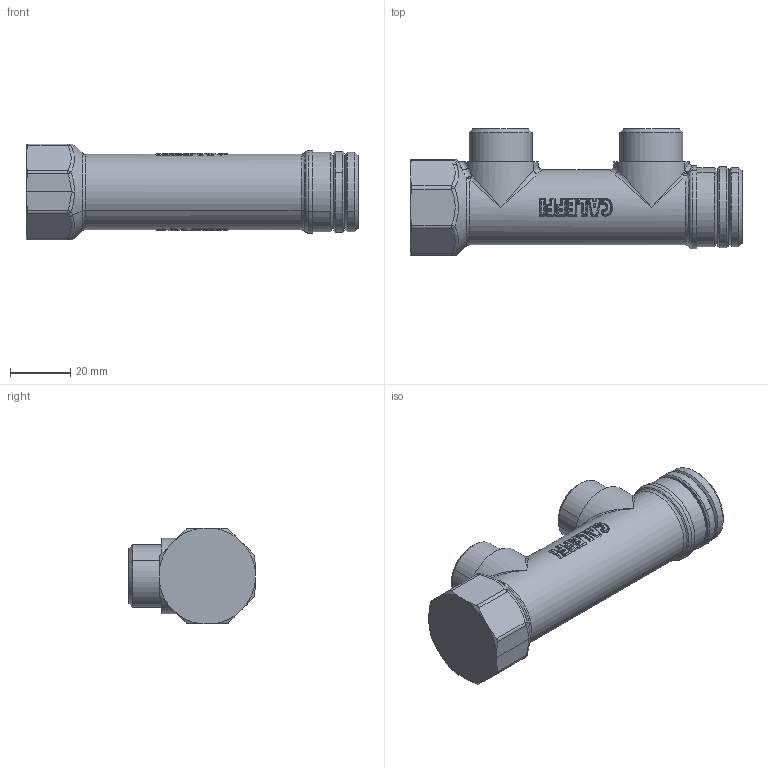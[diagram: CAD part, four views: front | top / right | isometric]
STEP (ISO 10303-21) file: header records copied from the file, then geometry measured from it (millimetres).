
FILE_DESCRIPTION((''),'2;1');
FILE_NAME('_5925250001_SW0001','2016-06-16T',('mparodi'),(''),'CREO PARAMETRIC BY PTC INC, 2014500','CREO PARAMETRIC BY PTC INC, 2014500','');
FILE_SCHEMA(('CONFIG_CONTROL_DESIGN'));
Products named in the file (1): _5925250001_SW0001
Bounding box: 110 x 41.9 x 31.8 mm (x, y, z)
Volume: 72618.4 mm3; surface area: 13213.5 mm2
Topology: 1 solids, 1 shells, 1493 faces, 3553 edges, 1969 vertices
Faces by surface type: plane 571, bspline 452, cylinder 295, sphere 84, extrusion 54, cone 31, torus 6
Entity records: 56826 total; most frequent: CARTESIAN_POINT 26632, ORIENTED_EDGE 6878, DIRECTION 5029, EDGE_CURVE 3439, VERTEX_POINT 1969, AXIS2_PLACEMENT_3D 1705, VECTOR 1619, LINE 1565
